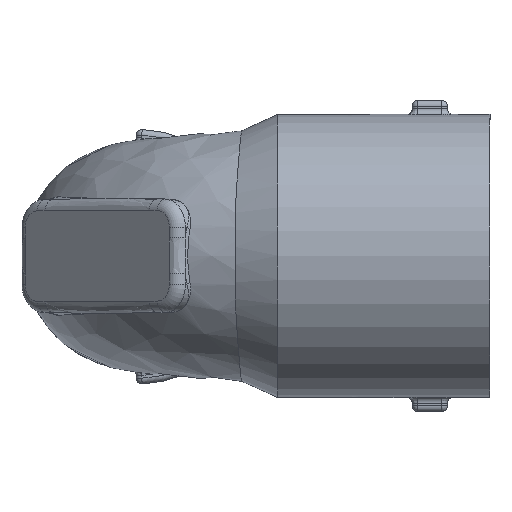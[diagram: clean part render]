
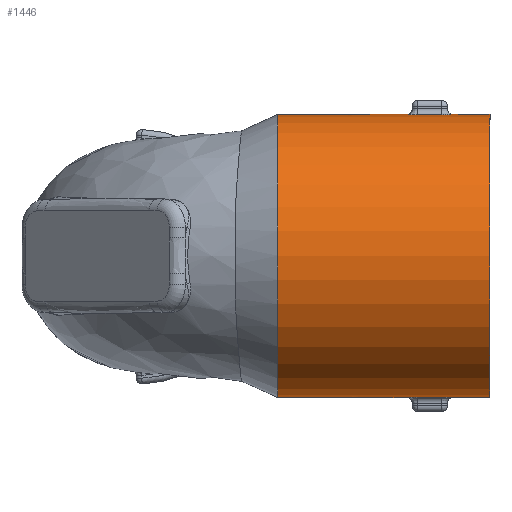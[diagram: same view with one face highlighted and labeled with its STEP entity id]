
A CAD part, top view. The second image highlights one B-rep face of the part: STEP entity #1446.
In plain terms, the highlighted cylindrical face has radius 10 mm (diameter 20 mm), a full revolution.
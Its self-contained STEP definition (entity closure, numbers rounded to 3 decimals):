
#51=CYLINDRICAL_SURFACE('',#1585,10.);
#100=CIRCLE('',#1539,10.);
#112=CIRCLE('',#1555,10.);
#127=CIRCLE('',#1582,10.);
#129=CIRCLE('',#1586,10.);
#230=FACE_OUTER_BOUND('',#331,.T.);
#331=EDGE_LOOP('',(#1040,#1041,#1042,#1043,#1044,#1045,#1046,#1047,#1048,
#1049,#1050,#1051,#1052,#1053,#1054,#1055));
#412=B_SPLINE_CURVE_WITH_KNOTS('',3,(#2733,#2734,#2735,#2736,#2737),
 .UNSPECIFIED.,.F.,.F.,(4,1,4),(-0.126,-0.072,
0.),.UNSPECIFIED.);
#413=B_SPLINE_CURVE_WITH_KNOTS('',3,(#2766,#2767,#2768,#2769),
 .UNSPECIFIED.,.F.,.F.,(4,4),(-0.126,-0.084),
 .UNSPECIFIED.);
#414=B_SPLINE_CURVE_WITH_KNOTS('',3,(#2771,#2772,#2773,#2774,#2775),
 .UNSPECIFIED.,.F.,.F.,(4,1,4),(-0.084,-0.054,
0.),.UNSPECIFIED.);
#416=B_SPLINE_CURVE_WITH_KNOTS('',3,(#2812,#2813,#2814,#2815,#2816),
 .UNSPECIFIED.,.F.,.F.,(4,1,4),(-0.126,-0.072,
0.),.UNSPECIFIED.);
#419=B_SPLINE_CURVE_WITH_KNOTS('',3,(#2871,#2872,#2873,#2874,#2875),
 .UNSPECIFIED.,.F.,.F.,(4,1,4),(-0.126,-0.072,
-0.042),.UNSPECIFIED.);
#420=B_SPLINE_CURVE_WITH_KNOTS('',3,(#2877,#2878,#2879,#2880),
 .UNSPECIFIED.,.F.,.F.,(4,4),(-0.042,0.),
 .UNSPECIFIED.);
#460=LINE('',#2827,#526);
#462=LINE('',#2883,#528);
#476=LINE('',#2940,#542);
#477=LINE('',#2941,#543);
#526=VECTOR('',#1750,10.);
#528=VECTOR('',#1766,10.);
#542=VECTOR('',#1846,10.);
#543=VECTOR('',#1847,10.);
#595=VERTEX_POINT('',#2696);
#598=VERTEX_POINT('',#2730);
#599=VERTEX_POINT('',#2732);
#600=VERTEX_POINT('',#2764);
#601=VERTEX_POINT('',#2765);
#602=VERTEX_POINT('',#2770);
#605=VERTEX_POINT('',#2810);
#606=VERTEX_POINT('',#2811);
#614=VERTEX_POINT('',#2868);
#615=VERTEX_POINT('',#2870);
#616=VERTEX_POINT('',#2876);
#626=VERTEX_POINT('',#2938);
#726=EDGE_CURVE('',#595,#595,#100,.T.);
#729=EDGE_CURVE('',#598,#599,#412,.T.);
#731=EDGE_CURVE('',#600,#601,#413,.T.);
#732=EDGE_CURVE('',#601,#602,#414,.T.);
#736=EDGE_CURVE('',#605,#606,#416,.T.);
#740=EDGE_CURVE('',#606,#598,#460,.T.);
#747=EDGE_CURVE('',#614,#615,#419,.T.);
#748=EDGE_CURVE('',#615,#616,#420,.T.);
#750=EDGE_CURVE('',#602,#614,#462,.T.);
#752=EDGE_CURVE('',#616,#605,#112,.T.);
#779=EDGE_CURVE('',#599,#600,#127,.T.);
#781=EDGE_CURVE('',#626,#626,#129,.T.);
#782=EDGE_CURVE('',#626,#615,#476,.T.);
#783=EDGE_CURVE('',#601,#595,#477,.T.);
#1040=ORIENTED_EDGE('',*,*,#781,.F.);
#1041=ORIENTED_EDGE('',*,*,#782,.T.);
#1042=ORIENTED_EDGE('',*,*,#747,.F.);
#1043=ORIENTED_EDGE('',*,*,#750,.F.);
#1044=ORIENTED_EDGE('',*,*,#732,.F.);
#1045=ORIENTED_EDGE('',*,*,#783,.T.);
#1046=ORIENTED_EDGE('',*,*,#726,.T.);
#1047=ORIENTED_EDGE('',*,*,#783,.F.);
#1048=ORIENTED_EDGE('',*,*,#731,.F.);
#1049=ORIENTED_EDGE('',*,*,#779,.F.);
#1050=ORIENTED_EDGE('',*,*,#729,.F.);
#1051=ORIENTED_EDGE('',*,*,#740,.F.);
#1052=ORIENTED_EDGE('',*,*,#736,.F.);
#1053=ORIENTED_EDGE('',*,*,#752,.F.);
#1054=ORIENTED_EDGE('',*,*,#748,.F.);
#1055=ORIENTED_EDGE('',*,*,#782,.F.);
#1446=ADVANCED_FACE('',(#230),#51,.T.);
#1539=AXIS2_PLACEMENT_3D('',#2697,#1734,#1735);
#1555=AXIS2_PLACEMENT_3D('',#2886,#1770,#1771);
#1582=AXIS2_PLACEMENT_3D('',#2934,#1836,#1837);
#1585=AXIS2_PLACEMENT_3D('',#2937,#1842,#1843);
#1586=AXIS2_PLACEMENT_3D('',#2939,#1844,#1845);
#1734=DIRECTION('center_axis',(-1.,0.,0.));
#1735=DIRECTION('ref_axis',(0.,1.,0.));
#1750=DIRECTION('',(1.,0.,0.));
#1766=DIRECTION('',(-1.,0.,0.));
#1770=DIRECTION('center_axis',(1.,0.,0.));
#1771=DIRECTION('ref_axis',(0.,0.,-1.));
#1836=DIRECTION('center_axis',(-1.,0.,0.));
#1837=DIRECTION('ref_axis',(0.,0.,-1.));
#1842=DIRECTION('center_axis',(-1.,0.,0.));
#1843=DIRECTION('ref_axis',(0.,1.,0.));
#1844=DIRECTION('center_axis',(-1.,0.,0.));
#1845=DIRECTION('ref_axis',(0.,1.,0.));
#1846=DIRECTION('',(1.,0.,0.));
#1847=DIRECTION('',(1.,0.,0.));
#2696=CARTESIAN_POINT('',(25.,-10.,32.103));
#2697=CARTESIAN_POINT('Origin',(25.,0.,32.103));
#2730=CARTESIAN_POINT('',(21.6,9.993,32.487));
#2732=CARTESIAN_POINT('',(22.4,9.993,31.718));
#2733=CARTESIAN_POINT('Ctrl Pts',(21.6,9.993,32.487));
#2734=CARTESIAN_POINT('Ctrl Pts',(21.78,9.993,32.487));
#2735=CARTESIAN_POINT('Ctrl Pts',(22.199,10.,32.347));
#2736=CARTESIAN_POINT('Ctrl Pts',(22.4,10.001,31.948));
#2737=CARTESIAN_POINT('Ctrl Pts',(22.4,9.993,31.718));
#2764=CARTESIAN_POINT('',(22.4,-9.993,31.718));
#2765=CARTESIAN_POINT('',(22.292,-10.,32.102));
#2766=CARTESIAN_POINT('Ctrl Pts',(22.4,-9.993,31.718));
#2767=CARTESIAN_POINT('Ctrl Pts',(22.4,-9.998,31.852));
#2768=CARTESIAN_POINT('Ctrl Pts',(22.361,-10.,31.986));
#2769=CARTESIAN_POINT('Ctrl Pts',(22.291,-10.,32.102));
#2770=CARTESIAN_POINT('',(21.6,-9.993,32.487));
#2771=CARTESIAN_POINT('Ctrl Pts',(22.291,-10.,32.102));
#2772=CARTESIAN_POINT('Ctrl Pts',(22.242,-10.,32.185));
#2773=CARTESIAN_POINT('Ctrl Pts',(22.059,-9.997,32.394));
#2774=CARTESIAN_POINT('Ctrl Pts',(21.78,-9.993,32.487));
#2775=CARTESIAN_POINT('Ctrl Pts',(21.6,-9.993,32.487));
#2810=CARTESIAN_POINT('',(19.1,9.993,31.718));
#2811=CARTESIAN_POINT('',(19.9,9.993,32.487));
#2812=CARTESIAN_POINT('Ctrl Pts',(19.1,9.993,31.718));
#2813=CARTESIAN_POINT('Ctrl Pts',(19.1,9.999,31.891));
#2814=CARTESIAN_POINT('Ctrl Pts',(19.246,10.002,32.294));
#2815=CARTESIAN_POINT('Ctrl Pts',(19.661,9.993,32.487));
#2816=CARTESIAN_POINT('Ctrl Pts',(19.9,9.993,32.487));
#2827=CARTESIAN_POINT('',(25.,9.993,32.487));
#2868=CARTESIAN_POINT('',(19.9,-9.993,32.487));
#2870=CARTESIAN_POINT('',(19.208,-10.,32.102));
#2871=CARTESIAN_POINT('Ctrl Pts',(19.9,-9.993,32.487));
#2872=CARTESIAN_POINT('Ctrl Pts',(19.72,-9.993,32.487));
#2873=CARTESIAN_POINT('Ctrl Pts',(19.441,-9.997,32.394));
#2874=CARTESIAN_POINT('Ctrl Pts',(19.258,-10.,32.185));
#2875=CARTESIAN_POINT('Ctrl Pts',(19.209,-10.,32.102));
#2876=CARTESIAN_POINT('',(19.1,-9.993,31.718));
#2877=CARTESIAN_POINT('Ctrl Pts',(19.209,-10.,32.102));
#2878=CARTESIAN_POINT('Ctrl Pts',(19.139,-10.,31.986));
#2879=CARTESIAN_POINT('Ctrl Pts',(19.1,-9.998,31.852));
#2880=CARTESIAN_POINT('Ctrl Pts',(19.1,-9.993,31.718));
#2883=CARTESIAN_POINT('',(25.,-9.993,32.487));
#2886=CARTESIAN_POINT('Origin',(19.1,0.,32.103));
#2934=CARTESIAN_POINT('Origin',(22.4,0.,32.103));
#2937=CARTESIAN_POINT('Origin',(25.,0.,32.103));
#2938=CARTESIAN_POINT('',(10.,-10.,32.103));
#2939=CARTESIAN_POINT('Origin',(10.,0.,32.103));
#2940=CARTESIAN_POINT('',(25.,-10.,32.103));
#2941=CARTESIAN_POINT('',(25.,-10.,32.103));
